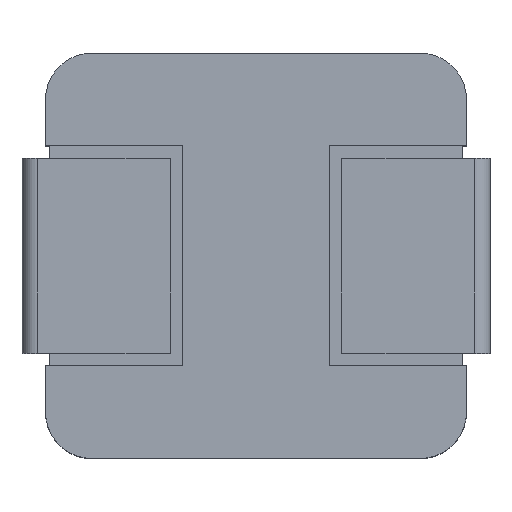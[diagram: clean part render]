
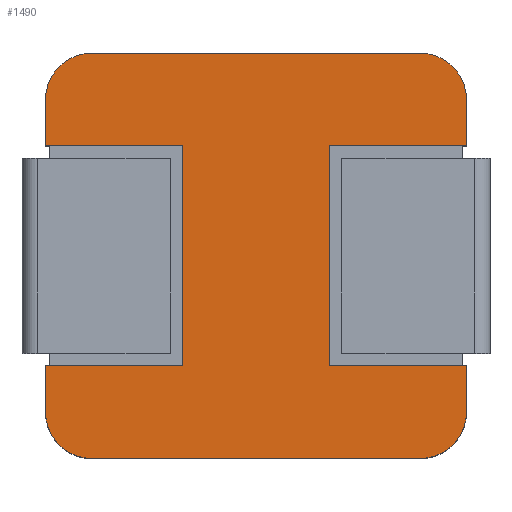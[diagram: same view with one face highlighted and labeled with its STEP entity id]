
A CAD part, top view. The second image highlights one B-rep face of the part: STEP entity #1490.
In plain terms, the highlighted planar face has unit normal (0, 0, 1).
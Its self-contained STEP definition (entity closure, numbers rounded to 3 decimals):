
#44=PLANE('',#1618);
#122=FACE_OUTER_BOUND('',#206,.T.);
#206=EDGE_LOOP('',(#1183,#1184,#1185,#1186,#1187,#1188,#1189,#1190,#1191,
#1192,#1193,#1194,#1195,#1196,#1197,#1198));
#256=LINE('',#2163,#422);
#261=LINE('',#2172,#427);
#264=LINE('',#2180,#430);
#267=LINE('',#2188,#433);
#285=LINE('',#2249,#451);
#290=LINE('',#2258,#456);
#293=LINE('',#2266,#459);
#296=LINE('',#2274,#462);
#318=LINE('',#2322,#484);
#322=LINE('',#2330,#488);
#323=LINE('',#2332,#489);
#324=LINE('',#2334,#490);
#422=VECTOR('',#1726,10.);
#427=VECTOR('',#1733,10.);
#430=VECTOR('',#1742,10.);
#433=VECTOR('',#1751,10.);
#451=VECTOR('',#1811,10.);
#456=VECTOR('',#1818,10.);
#459=VECTOR('',#1827,10.);
#462=VECTOR('',#1836,10.);
#484=VECTOR('',#1886,10.);
#488=VECTOR('',#1894,10.);
#489=VECTOR('',#1897,10.);
#490=VECTOR('',#1900,10.);
#591=CIRCLE('',#1567,0.6);
#592=CIRCLE('',#1570,0.6);
#605=CIRCLE('',#1595,0.6);
#606=CIRCLE('',#1598,0.6);
#645=VERTEX_POINT('',#2160);
#646=VERTEX_POINT('',#2162);
#649=VERTEX_POINT('',#2170);
#650=VERTEX_POINT('',#2174);
#651=VERTEX_POINT('',#2178);
#652=VERTEX_POINT('',#2182);
#653=VERTEX_POINT('',#2186);
#674=VERTEX_POINT('',#2246);
#675=VERTEX_POINT('',#2248);
#678=VERTEX_POINT('',#2256);
#679=VERTEX_POINT('',#2260);
#680=VERTEX_POINT('',#2264);
#681=VERTEX_POINT('',#2268);
#682=VERTEX_POINT('',#2272);
#694=VERTEX_POINT('',#2320);
#696=VERTEX_POINT('',#2328);
#790=EDGE_CURVE('',#646,#645,#256,.T.);
#795=EDGE_CURVE('',#645,#649,#261,.T.);
#797=EDGE_CURVE('',#650,#649,#591,.T.);
#799=EDGE_CURVE('',#650,#651,#264,.T.);
#801=EDGE_CURVE('',#652,#651,#592,.T.);
#803=EDGE_CURVE('',#652,#653,#267,.T.);
#833=EDGE_CURVE('',#675,#674,#285,.T.);
#838=EDGE_CURVE('',#674,#678,#290,.T.);
#840=EDGE_CURVE('',#679,#678,#605,.T.);
#842=EDGE_CURVE('',#679,#680,#293,.T.);
#844=EDGE_CURVE('',#681,#680,#606,.T.);
#846=EDGE_CURVE('',#681,#682,#296,.T.);
#870=EDGE_CURVE('',#653,#694,#318,.T.);
#874=EDGE_CURVE('',#682,#696,#322,.T.);
#875=EDGE_CURVE('',#694,#675,#323,.T.);
#876=EDGE_CURVE('',#696,#646,#324,.T.);
#1183=ORIENTED_EDGE('',*,*,#844,.F.);
#1184=ORIENTED_EDGE('',*,*,#846,.T.);
#1185=ORIENTED_EDGE('',*,*,#874,.T.);
#1186=ORIENTED_EDGE('',*,*,#876,.T.);
#1187=ORIENTED_EDGE('',*,*,#790,.T.);
#1188=ORIENTED_EDGE('',*,*,#795,.T.);
#1189=ORIENTED_EDGE('',*,*,#797,.F.);
#1190=ORIENTED_EDGE('',*,*,#799,.T.);
#1191=ORIENTED_EDGE('',*,*,#801,.F.);
#1192=ORIENTED_EDGE('',*,*,#803,.T.);
#1193=ORIENTED_EDGE('',*,*,#870,.T.);
#1194=ORIENTED_EDGE('',*,*,#875,.T.);
#1195=ORIENTED_EDGE('',*,*,#833,.T.);
#1196=ORIENTED_EDGE('',*,*,#838,.T.);
#1197=ORIENTED_EDGE('',*,*,#840,.F.);
#1198=ORIENTED_EDGE('',*,*,#842,.T.);
#1490=ADVANCED_FACE('',(#122),#44,.T.);
#1567=AXIS2_PLACEMENT_3D('',#2176,#1737,#1738);
#1570=AXIS2_PLACEMENT_3D('',#2184,#1746,#1747);
#1595=AXIS2_PLACEMENT_3D('',#2262,#1822,#1823);
#1598=AXIS2_PLACEMENT_3D('',#2270,#1831,#1832);
#1618=AXIS2_PLACEMENT_3D('',#2335,#1901,#1902);
#1726=DIRECTION('',(1.,0.,0.));
#1733=DIRECTION('',(0.,1.,0.));
#1737=DIRECTION('center_axis',(0.,0.,-1.));
#1738=DIRECTION('ref_axis',(0.707,0.707,0.));
#1742=DIRECTION('',(-1.,0.,0.));
#1746=DIRECTION('center_axis',(0.,0.,-1.));
#1747=DIRECTION('ref_axis',(-0.707,0.707,0.));
#1751=DIRECTION('',(0.,-1.,0.));
#1811=DIRECTION('',(-1.,0.,0.));
#1818=DIRECTION('',(0.,-1.,0.));
#1822=DIRECTION('center_axis',(0.,0.,-1.));
#1823=DIRECTION('ref_axis',(-0.707,-0.707,0.));
#1827=DIRECTION('',(1.,0.,0.));
#1831=DIRECTION('center_axis',(0.,0.,-1.));
#1832=DIRECTION('ref_axis',(0.707,-0.707,0.));
#1836=DIRECTION('',(0.,1.,0.));
#1886=DIRECTION('',(1.,0.,0.));
#1894=DIRECTION('',(-1.,0.,0.));
#1897=DIRECTION('',(0.,-1.,0.));
#1900=DIRECTION('',(0.,1.,0.));
#1901=DIRECTION('center_axis',(0.,0.,1.));
#1902=DIRECTION('ref_axis',(1.,0.,0.));
#2160=CARTESIAN_POINT('',(2.7,1.41,0.));
#2162=CARTESIAN_POINT('',(0.94,1.41,0.));
#2163=CARTESIAN_POINT('',(0.47,1.41,0.));
#2170=CARTESIAN_POINT('',(2.7,2.,0.));
#2172=CARTESIAN_POINT('',(2.7,-2.6,0.));
#2174=CARTESIAN_POINT('',(2.1,2.6,0.));
#2176=CARTESIAN_POINT('Origin',(2.1,2.,0.));
#2178=CARTESIAN_POINT('',(-2.1,2.6,0.));
#2180=CARTESIAN_POINT('',(2.7,2.6,0.));
#2182=CARTESIAN_POINT('',(-2.7,2.,0.));
#2184=CARTESIAN_POINT('Origin',(-2.1,2.,0.));
#2186=CARTESIAN_POINT('',(-2.7,1.41,0.));
#2188=CARTESIAN_POINT('',(-2.7,2.6,0.));
#2246=CARTESIAN_POINT('',(-2.7,-1.41,0.));
#2248=CARTESIAN_POINT('',(-0.94,-1.41,0.));
#2249=CARTESIAN_POINT('',(-0.47,-1.41,0.));
#2256=CARTESIAN_POINT('',(-2.7,-2.,0.));
#2258=CARTESIAN_POINT('',(-2.7,2.6,0.));
#2260=CARTESIAN_POINT('',(-2.1,-2.6,0.));
#2262=CARTESIAN_POINT('Origin',(-2.1,-2.,0.));
#2264=CARTESIAN_POINT('',(2.1,-2.6,0.));
#2266=CARTESIAN_POINT('',(-2.7,-2.6,0.));
#2268=CARTESIAN_POINT('',(2.7,-2.,0.));
#2270=CARTESIAN_POINT('Origin',(2.1,-2.,0.));
#2272=CARTESIAN_POINT('',(2.7,-1.41,0.));
#2274=CARTESIAN_POINT('',(2.7,-2.6,0.));
#2320=CARTESIAN_POINT('',(-0.94,1.41,0.));
#2322=CARTESIAN_POINT('',(-1.35,1.41,0.));
#2328=CARTESIAN_POINT('',(0.94,-1.41,0.));
#2330=CARTESIAN_POINT('',(1.58,-1.41,0.));
#2332=CARTESIAN_POINT('',(-0.94,0.705,0.));
#2334=CARTESIAN_POINT('',(0.94,-0.705,0.));
#2335=CARTESIAN_POINT('Origin',(0.,0.,
0.));
